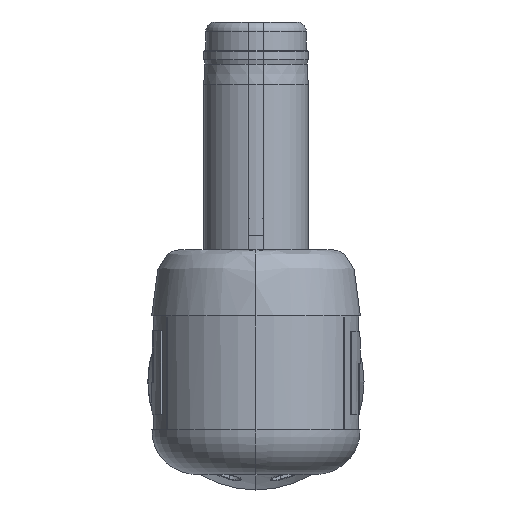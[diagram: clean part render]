
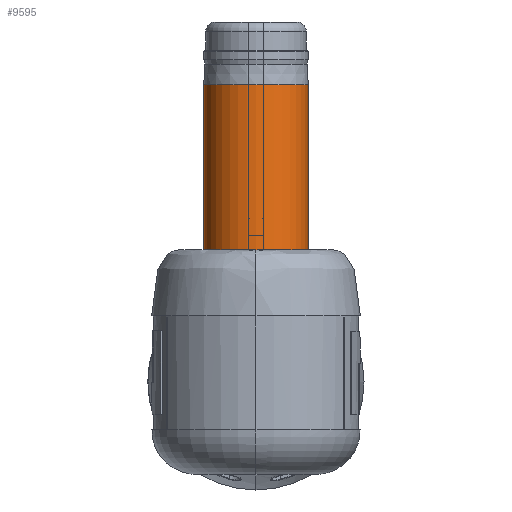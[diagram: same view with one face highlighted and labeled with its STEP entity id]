
A CAD part, left-side view. The second image highlights one B-rep face of the part: STEP entity #9595.
In plain terms, the highlighted cylindrical face has radius 2.755 mm (diameter 5.51 mm), a partial arc.
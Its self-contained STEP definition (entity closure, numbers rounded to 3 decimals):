
#208 = CARTESIAN_POINT ( 'NONE',  ( 14.5, 0., -2.755 ) ) ;
#2262 = EDGE_CURVE ( 'NONE', #31821, #5812, #32692, .T. ) ;
#2355 = DIRECTION ( 'NONE',  ( -1., 0., 0. ) ) ;
#3166 = ORIENTED_EDGE ( 'NONE', *, *, #2262, .T. ) ;
#5812 = VERTEX_POINT ( 'NONE', #22229 ) ;
#6082 = CARTESIAN_POINT ( 'NONE',  ( 2.8, 0., 0. ) ) ;
#7925 = ORIENTED_EDGE ( 'NONE', *, *, #21383, .F. ) ;
#8654 = CYLINDRICAL_SURFACE ( 'NONE', #22513, 2.755 ) ;
#8916 = DIRECTION ( 'NONE',  ( -1., 0., 0. ) ) ;
#9595 = ADVANCED_FACE ( 'NONE', ( #22331 ), #8654, .T. ) ;
#14149 = EDGE_CURVE ( 'NONE', #18302, #29679, #28355, .T. ) ;
#14756 = CARTESIAN_POINT ( 'NONE',  ( 13.9, 0., 0. ) ) ;
#14763 = DIRECTION ( 'NONE',  ( 0., 0., 1. ) ) ;
#17032 = DIRECTION ( 'NONE',  ( 0., 0., 1. ) ) ;
#17036 = VECTOR ( 'NONE', #18646, 1000. ) ;
#17679 = DIRECTION ( 'NONE',  ( -1., 0., 0. ) ) ;
#18302 = VERTEX_POINT ( 'NONE', #35372 ) ;
#18646 = DIRECTION ( 'NONE',  ( -1., 0., 0. ) ) ;
#20754 = DIRECTION ( 'NONE',  ( -1., 0., 0. ) ) ;
#20758 = ORIENTED_EDGE ( 'NONE', *, *, #14149, .F. ) ;
#21140 = LINE ( 'NONE', #27540, #17036 ) ;
#21383 = EDGE_CURVE ( 'NONE', #31821, #18302, #21140, .T. ) ;
#22014 = VECTOR ( 'NONE', #17679, 1000. ) ;
#22229 = CARTESIAN_POINT ( 'NONE',  ( 13.9, 0., -2.755 ) ) ;
#22331 = FACE_OUTER_BOUND ( 'NONE', #31028, .T. ) ;
#22513 = AXIS2_PLACEMENT_3D ( 'NONE', #22916, #2355, #17032 ) ;
#22916 = CARTESIAN_POINT ( 'NONE',  ( 14.5, 0., 0. ) ) ;
#23303 = DIRECTION ( 'NONE',  ( 0., 0., 1. ) ) ;
#23386 = EDGE_CURVE ( 'NONE', #5812, #29679, #29735, .T. ) ;
#25345 = CARTESIAN_POINT ( 'NONE',  ( 13.9, 0., 2.755 ) ) ;
#25766 = AXIS2_PLACEMENT_3D ( 'NONE', #6082, #8916, #14763 ) ;
#26488 = CARTESIAN_POINT ( 'NONE',  ( 2.8, 0., -2.755 ) ) ;
#27540 = CARTESIAN_POINT ( 'NONE',  ( 14.5, 0., 2.755 ) ) ;
#27802 = ORIENTED_EDGE ( 'NONE', *, *, #23386, .T. ) ;
#28355 = CIRCLE ( 'NONE', #25766, 2.755 ) ;
#29679 = VERTEX_POINT ( 'NONE', #26488 ) ;
#29735 = LINE ( 'NONE', #208, #22014 ) ;
#31028 = EDGE_LOOP ( 'NONE', ( #3166, #27802, #20758, #7925 ) ) ;
#31821 = VERTEX_POINT ( 'NONE', #25345 ) ;
#32692 = CIRCLE ( 'NONE', #36711, 2.755 ) ;
#35372 = CARTESIAN_POINT ( 'NONE',  ( 2.8, 0., 2.755 ) ) ;
#36711 = AXIS2_PLACEMENT_3D ( 'NONE', #14756, #20754, #23303 ) ;
